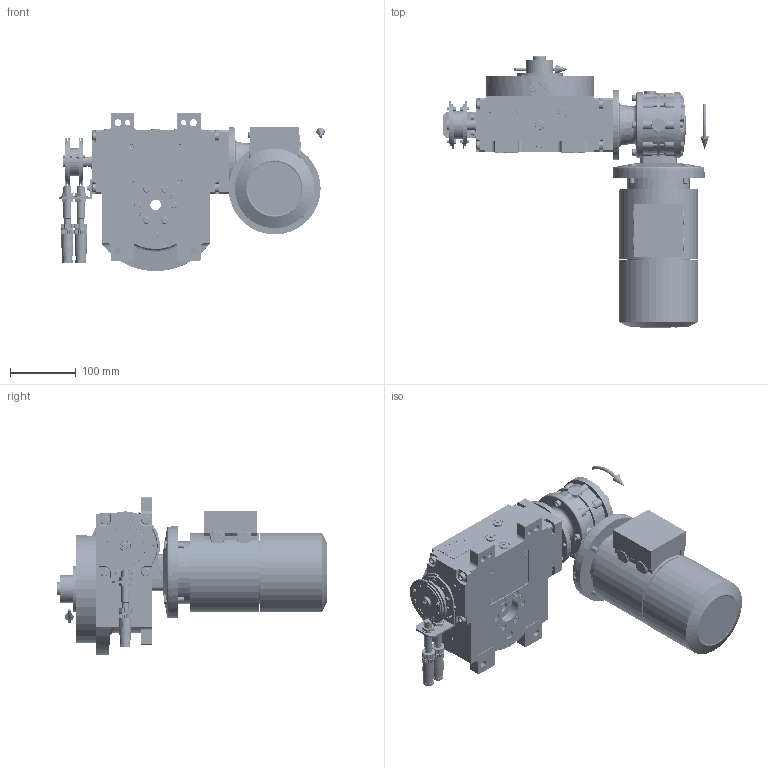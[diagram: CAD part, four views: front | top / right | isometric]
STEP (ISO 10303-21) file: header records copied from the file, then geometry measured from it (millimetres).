
FILE_DESCRIPTION (( 'STEP AP203' ), '1' );
FILE_NAME ('PC5200473.step', '2024-07-05T12:20:22', ( '' ), ( '' ), 'SwSTEP 2.0', 'SolidWorks 2020', '' );
FILE_SCHEMA (( 'CONFIG_CONTROL_DESIGN' ));
Length unit declared in the file: millimetre
Products named in the file (88): cfn2151_01_162; cfn2003_01_063; AS_rig04_004; cfn2104_01_002; freccia_angolare; cfn2000_01_185; 900_00_00_005; cfn2000_01_129; olio_agip_blasia_150; cfn2476_01_001_48x38; cfn2070_05_001; AS_rig04_002_bl_011; rig04_002_bl_011; cfn2128_04_011; cfn2155_01_055; cfn2356_03_051; rig06_021; AS_900_38_10_028; AS_rig04_004_s_001; cfn2151_01_092; cfn2115_02_068; rig04_014; rig04_003_10; freccia_angolare_albero; cfn2115_02_213; cfn2010_02_002; AS_cfn2400_04_024; cfn2104_02_017; cfn2000_01_151; cfn2155_01_038; cfn2155_01_186; cfn2104_01_016; AS_900_38_30_003; cfn2107_01_001; cfn2400_04_024; cfn2223_01-390x6-b; cfn2115_02_194; cfn2010_01_006; rig04_005; cfn2000_01_161 ...
Assembly tree (91 placements, depth 3):
  cfn2151_01_162
  olio_agip_blasia_150
  cfn2356_03_051
  cfn2151_01_092
  cfn2115_02_213
Bounding box: 404.5 x 412.49 x 240.74 mm (x, y, z)
Volume: 4981508.8 mm3; surface area: 839662.1 mm2
Topology: 93 solids, 97 shells, 6168 faces, 15642 edges, 9927 vertices
Faces by surface type: plane 2809, cylinder 2124, cone 1044, torus 167, bspline 18, sphere 6
Entity records: 168373 total; most frequent: CARTESIAN_POINT 41648, DIRECTION 24666, ORIENTED_EDGE 24362, EDGE_CURVE 12181, AXIS2_PLACEMENT_3D 9088, VERTEX_POINT 7821, LINE 6490, VECTOR 6490
